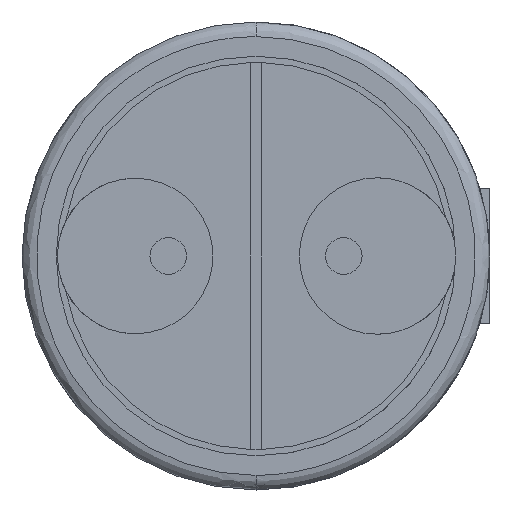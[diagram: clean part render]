
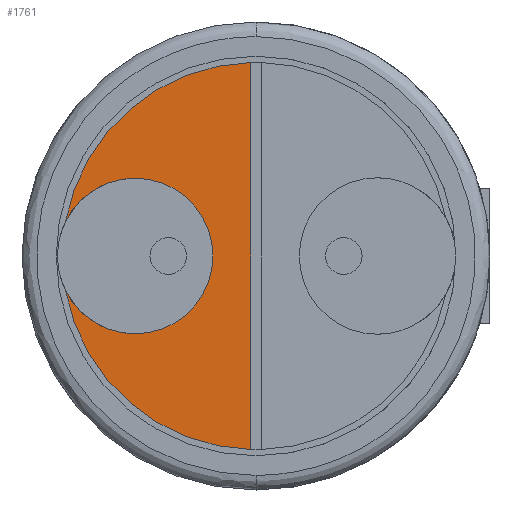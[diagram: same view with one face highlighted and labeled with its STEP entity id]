
A CAD part, front view. The second image highlights one B-rep face of the part: STEP entity #1761.
In plain terms, the highlighted planar face has unit normal (0, -1, 0).
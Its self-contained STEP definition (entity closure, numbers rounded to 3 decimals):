
#103 = ORIENTED_EDGE ( 'NONE', *, *, #2015, .F. ) ;
#104 = ORIENTED_EDGE ( 'NONE', *, *, #1666, .F. ) ;
#105 = ORIENTED_EDGE ( 'NONE', *, *, #1717, .F. ) ;
#106 = ORIENTED_EDGE ( 'NONE', *, *, #2016, .F. ) ;
#107 = ORIENTED_EDGE ( 'NONE', *, *, #2012, .F. ) ;
#108 = ORIENTED_EDGE ( 'NONE', *, *, #1713, .F. ) ;
#377 = VERTEX_POINT ( 'NONE', #3209 ) ;
#390 = VERTEX_POINT ( 'NONE', #3222 ) ;
#417 = CIRCLE ( 'NONE', #2183, 2.647 ) ;
#553 = FACE_OUTER_BOUND ( 'NONE', #2907, .T. ) ;
#739 = CARTESIAN_POINT ( 'NONE',  ( 0., 0., 0. ) ) ;
#778 = PLANE ( 'NONE',  #2256 ) ;
#790 = DIRECTION ( 'NONE',  ( 0., -1., 0. ) ) ;
#791 = DIRECTION ( 'NONE',  ( 0., 0., -1. ) ) ;
#1207 = CARTESIAN_POINT ( 'NONE',  ( -1.652, 0., 0. ) ) ;
#1208 = DIRECTION ( 'NONE',  ( 0., -1., 0. ) ) ;
#1209 = DIRECTION ( 'NONE',  ( 0., 0., -1. ) ) ;
#1523 = CARTESIAN_POINT ( 'NONE',  ( -2.604, 0., 0.475 ) ) ;
#1527 = CARTESIAN_POINT ( 'NONE',  ( -1.652, 0., 1.063 ) ) ;
#1560 = CARTESIAN_POINT ( 'NONE',  ( -1.652, 0., -1.063 ) ) ;
#1666 = EDGE_CURVE ( 'NONE', #1970, #1973, #3117, .T. ) ;
#1713 = EDGE_CURVE ( 'NONE', #3527, #2000, #3184, .T. ) ;
#1717 = EDGE_CURVE ( 'NONE', #1973, #377, #417, .T. ) ;
#1761 = ADVANCED_FACE ( 'NONE', ( #553 ), #778, .T. ) ;
#1970 = VERTEX_POINT ( 'NONE', #1527 ) ;
#1973 = VERTEX_POINT ( 'NONE', #1523 ) ;
#2000 = VERTEX_POINT ( 'NONE', #1560 ) ;
#2012 = EDGE_CURVE ( 'NONE', #390, #3527, #2845, .T. ) ;
#2015 = EDGE_CURVE ( 'NONE', #2000, #1970, #2850, .T. ) ;
#2016 = EDGE_CURVE ( 'NONE', #377, #390, #2843, .T. ) ;
#2154 = AXIS2_PLACEMENT_3D ( 'NONE', #1207, #1208, #1209 ) ;
#2176 = AXIS2_PLACEMENT_3D ( 'NONE', #3778, #3784, #3785 ) ;
#2183 = AXIS2_PLACEMENT_3D ( 'NONE', #3794, #3795, #3796 ) ;
#2256 = AXIS2_PLACEMENT_3D ( 'NONE', #739, #790, #791 ) ;
#2843 = LINE ( 'NONE', #3362, #2846 ) ;
#2845 = CIRCLE ( 'NONE', #3659, 2.647 ) ;
#2846 = VECTOR ( 'NONE', #3363, 1000. ) ;
#2850 = CIRCLE ( 'NONE', #3660, 1.063 ) ;
#2907 = EDGE_LOOP ( 'NONE', ( #108, #107, #106, #105, #104, #103 ) ) ;
#3117 = CIRCLE ( 'NONE', #2154, 1.063 ) ;
#3184 = CIRCLE ( 'NONE', #2176, 1.063 ) ;
#3209 = CARTESIAN_POINT ( 'NONE',  ( -0.069, 0., 2.646 ) ) ;
#3222 = CARTESIAN_POINT ( 'NONE',  ( -0.069, 0., -2.646 ) ) ;
#3342 = CARTESIAN_POINT ( 'NONE',  ( 0., 0., 0. ) ) ;
#3351 = CARTESIAN_POINT ( 'NONE',  ( -1.652, 0., 0. ) ) ;
#3352 = DIRECTION ( 'NONE',  ( 0., 1., 0. ) ) ;
#3353 = DIRECTION ( 'NONE',  ( 0., 0., 1. ) ) ;
#3360 = DIRECTION ( 'NONE',  ( 0., -1., 0. ) ) ;
#3361 = DIRECTION ( 'NONE',  ( 0., 0., -1. ) ) ;
#3362 = CARTESIAN_POINT ( 'NONE',  ( -0.069, 0., 2.646 ) ) ;
#3363 = DIRECTION ( 'NONE',  ( 0., 0., -1. ) ) ;
#3440 = CARTESIAN_POINT ( 'NONE',  ( -2.604, 0., -0.475 ) ) ;
#3527 = VERTEX_POINT ( 'NONE', #3440 ) ;
#3659 = AXIS2_PLACEMENT_3D ( 'NONE', #3342, #3352, #3353 ) ;
#3660 = AXIS2_PLACEMENT_3D ( 'NONE', #3351, #3360, #3361 ) ;
#3778 = CARTESIAN_POINT ( 'NONE',  ( -1.652, 0., 0. ) ) ;
#3784 = DIRECTION ( 'NONE',  ( 0., -1., 0. ) ) ;
#3785 = DIRECTION ( 'NONE',  ( 0., 0., -1. ) ) ;
#3794 = CARTESIAN_POINT ( 'NONE',  ( 0., 0., 0. ) ) ;
#3795 = DIRECTION ( 'NONE',  ( 0., 1., 0. ) ) ;
#3796 = DIRECTION ( 'NONE',  ( 0., 0., 1. ) ) ;
